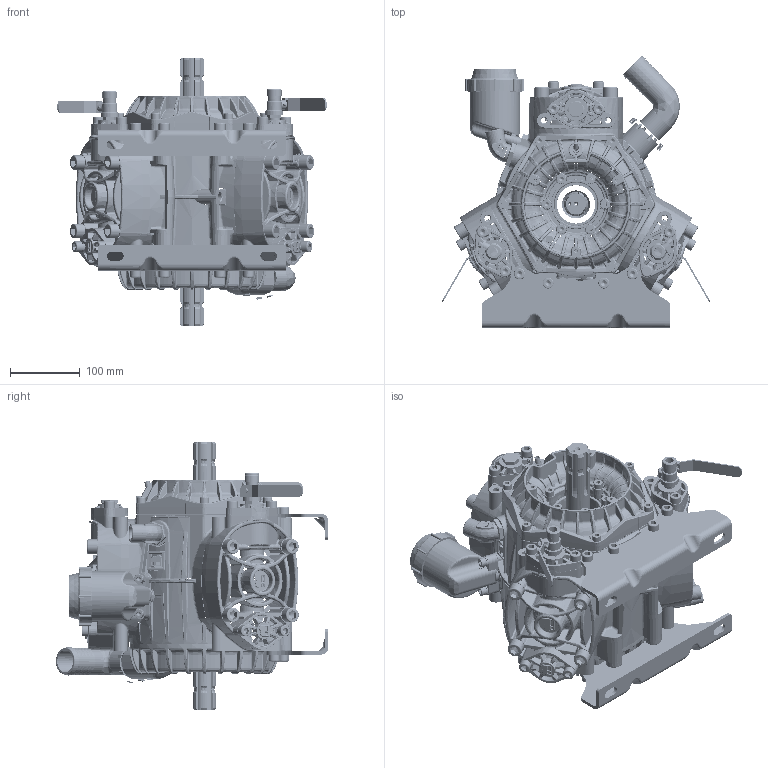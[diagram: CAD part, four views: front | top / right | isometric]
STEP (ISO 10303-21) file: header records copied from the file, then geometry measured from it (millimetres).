
FILE_DESCRIPTION (( 'STEP AP214' ), '1' );
FILE_NAME ('9915-D1063.STEP', '2022-04-26T13:49:32', ( '' ), ( '' ), 'SwSTEP 2.0', 'SolidWorks 2017', '' );
FILE_SCHEMA (( 'AUTOMOTIVE_DESIGN' ));
Length unit declared in the file: millimetre
Products named in the file (2): 9915-D1063
Bounding box: 385.57 x 389.54 x 385 mm (x, y, z)
Surface area: 898988.6 mm2 (no closed solid volume)
Topology: 0 solids, 2050 shells, 8329 faces, 28240 edges, 21083 vertices
Faces by surface type: bspline 4456, cylinder 1531, plane 1482, cone 808, torus 52
Entity records: 568299 total; most frequent: CARTESIAN_POINT 371354, ORIENTED_EDGE 40886, DIRECTION 30376, EDGE_CURVE 27844, VERTEX_POINT 21080, B_SPLINE_CURVE_WITH_KNOTS 12944, AXIS2_PLACEMENT_3D 12332, EDGE_LOOP 8651
